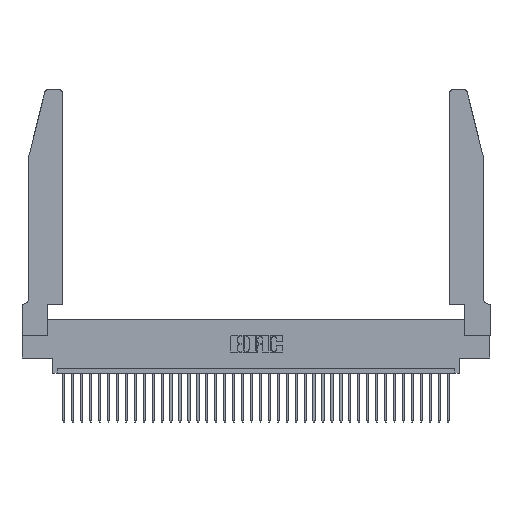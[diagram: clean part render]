
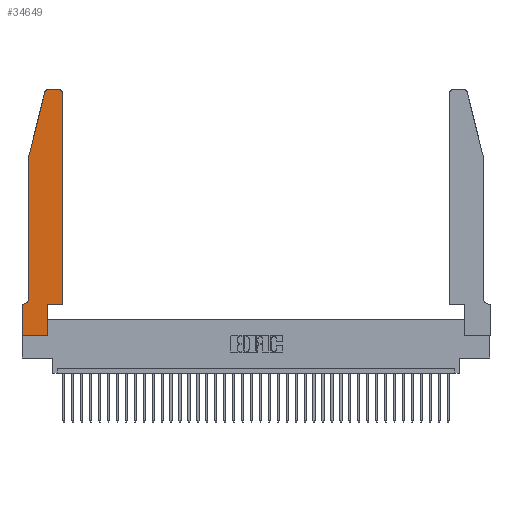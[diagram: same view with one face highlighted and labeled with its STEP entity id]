
A CAD part, top view. The second image highlights one B-rep face of the part: STEP entity #34649.
In plain terms, the highlighted planar face has unit normal (0, 0, 1).
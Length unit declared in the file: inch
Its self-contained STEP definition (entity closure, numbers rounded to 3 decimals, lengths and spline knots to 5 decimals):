
#78 = ORIENTED_EDGE ( 'NONE', *, *, #25597, .T. ) ;
#473 = PLANE ( 'NONE',  #22235 ) ;
#480 = CARTESIAN_POINT ( 'NONE',  ( 0.0055, 0.35, 0.37 ) ) ;
#612 = CARTESIAN_POINT ( 'NONE',  ( 0.0755, 2., 0.37 ) ) ;
#833 = ORIENTED_EDGE ( 'NONE', *, *, #19506, .T. ) ;
#1331 = CARTESIAN_POINT ( 'NONE',  ( 0.4505, 2.72, 0.37 ) ) ;
#1442 = AXIS2_PLACEMENT_3D ( 'NONE', #28397, #19324, #2115 ) ;
#2030 = VECTOR ( 'NONE', #8824, 39.37008 ) ;
#2115 = DIRECTION ( 'NONE',  ( 1., 0., 0. ) ) ;
#2204 = DIRECTION ( 'NONE',  ( -1., 0., 0. ) ) ;
#2210 = ORIENTED_EDGE ( 'NONE', *, *, #6237, .T. ) ;
#2317 = CARTESIAN_POINT ( 'NONE',  ( 0.4505, 0.35, 0.37 ) ) ;
#2626 = EDGE_CURVE ( 'NONE', #13240, #18936, #7744, .T. ) ;
#3007 = CIRCLE ( 'NONE', #1442, 0.03 ) ;
#3046 = VERTEX_POINT ( 'NONE', #23245 ) ;
#3298 = FACE_OUTER_BOUND ( 'NONE', #17411, .T. ) ;
#4103 = CARTESIAN_POINT ( 'NONE',  ( 0.2865, 0., 0.37 ) ) ;
#4379 = LINE ( 'NONE', #6567, #19882 ) ;
#4520 = CARTESIAN_POINT ( 'NONE',  ( 0., 0., 0.37 ) ) ;
#5342 = CARTESIAN_POINT ( 'NONE',  ( 0.25487, 2.72718, 0.37 ) ) ;
#5928 = LINE ( 'NONE', #32610, #7265 ) ;
#6101 = LINE ( 'NONE', #4520, #22568 ) ;
#6222 = VERTEX_POINT ( 'NONE', #19786 ) ;
#6237 = EDGE_CURVE ( 'NONE', #24311, #14305, #23890, .T. ) ;
#6445 = EDGE_CURVE ( 'NONE', #26823, #11868, #30793, .T. ) ;
#6455 = ORIENTED_EDGE ( 'NONE', *, *, #24733, .T. ) ;
#6567 = CARTESIAN_POINT ( 'NONE',  ( 0., 0., 0.37 ) ) ;
#7141 = EDGE_CURVE ( 'NONE', #18451, #6222, #37072, .T. ) ;
#7265 = VECTOR ( 'NONE', #15418, 39.37008 ) ;
#7486 = LINE ( 'NONE', #22649, #2030 ) ;
#7744 = LINE ( 'NONE', #26952, #31942 ) ;
#8824 = DIRECTION ( 'NONE',  ( 1., 0., 0. ) ) ;
#9413 = DIRECTION ( 'NONE',  ( -0.239, -0.971, 0. ) ) ;
#9677 = DIRECTION ( 'NONE',  ( -1., 0., 0. ) ) ;
#11868 = VERTEX_POINT ( 'NONE', #26674 ) ;
#13240 = VERTEX_POINT ( 'NONE', #480 ) ;
#13660 = ORIENTED_EDGE ( 'NONE', *, *, #2626, .T. ) ;
#14305 = VERTEX_POINT ( 'NONE', #1331 ) ;
#14806 = AXIS2_PLACEMENT_3D ( 'NONE', #24214, #30355, #9677 ) ;
#15219 = VERTEX_POINT ( 'NONE', #15961 ) ;
#15264 = CARTESIAN_POINT ( 'NONE',  ( 0., 0.35, 0.37 ) ) ;
#15418 = DIRECTION ( 'NONE',  ( 0., -1., 0. ) ) ;
#15961 = CARTESIAN_POINT ( 'NONE',  ( 0.4205, 2.75, 0.37 ) ) ;
#16290 = CARTESIAN_POINT ( 'NONE',  ( 0.2865, 0.35, 0.37 ) ) ;
#16293 = VECTOR ( 'NONE', #2204, 39.37008 ) ;
#16486 = CARTESIAN_POINT ( 'NONE',  ( 0.2605, 2.75, 0.37 ) ) ;
#17411 = EDGE_LOOP ( 'NONE', ( #833, #78, #34254, #30887, #17803, #13660, #6455, #34365, #30754, #27894, #2210, #25718 ) ) ;
#17446 = CIRCLE ( 'NONE', #14806, 0.07 ) ;
#17803 = ORIENTED_EDGE ( 'NONE', *, *, #33406, .T. ) ;
#18451 = VERTEX_POINT ( 'NONE', #4103 ) ;
#18676 = DIRECTION ( 'NONE',  ( -1., 0., 0. ) ) ;
#18936 = VERTEX_POINT ( 'NONE', #33228 ) ;
#19160 = AXIS2_PLACEMENT_3D ( 'NONE', #37107, #34282, #22749 ) ;
#19324 = DIRECTION ( 'NONE',  ( 0., 0., 1. ) ) ;
#19506 = EDGE_CURVE ( 'NONE', #15219, #28000, #31333, .T. ) ;
#19609 = EDGE_CURVE ( 'NONE', #14305, #15219, #3007, .T. ) ;
#19786 = CARTESIAN_POINT ( 'NONE',  ( 0.2865, 0.35, 0.37 ) ) ;
#19882 = VECTOR ( 'NONE', #35629, 39.37008 ) ;
#19889 = CIRCLE ( 'NONE', #19160, 0.03 ) ;
#20894 = DIRECTION ( 'NONE',  ( 0., 0., 1. ) ) ;
#21141 = DIRECTION ( 'NONE',  ( 1., 0., 0. ) ) ;
#21695 = EDGE_CURVE ( 'NONE', #6222, #24311, #7486, .T. ) ;
#22235 = AXIS2_PLACEMENT_3D ( 'NONE', #15264, #20894, #21141 ) ;
#22561 = EDGE_CURVE ( 'NONE', #11868, #32642, #5928, .T. ) ;
#22568 = VECTOR ( 'NONE', #36458, 39.37008 ) ;
#22649 = CARTESIAN_POINT ( 'NONE',  ( 0.4505, 0.35, 0.37 ) ) ;
#22749 = DIRECTION ( 'NONE',  ( 1., 0., 0. ) ) ;
#23017 = VECTOR ( 'NONE', #9413, 39.37008 ) ;
#23245 = CARTESIAN_POINT ( 'NONE',  ( 0., 0., 0.37 ) ) ;
#23890 = LINE ( 'NONE', #2317, #25323 ) ;
#24214 = CARTESIAN_POINT ( 'NONE',  ( 0.0055, 0.42, 0.37 ) ) ;
#24311 = VERTEX_POINT ( 'NONE', #30485 ) ;
#24733 = EDGE_CURVE ( 'NONE', #18936, #3046, #4379, .T. ) ;
#25256 = CARTESIAN_POINT ( 'NONE',  ( 0.284, 2.75, 0.37 ) ) ;
#25323 = VECTOR ( 'NONE', #31400, 39.37008 ) ;
#25597 = EDGE_CURVE ( 'NONE', #28000, #26823, #19889, .T. ) ;
#25718 = ORIENTED_EDGE ( 'NONE', *, *, #19609, .T. ) ;
#26092 = EDGE_CURVE ( 'NONE', #3046, #18451, #6101, .T. ) ;
#26674 = CARTESIAN_POINT ( 'NONE',  ( 0.0755, 2., 0.37 ) ) ;
#26823 = VERTEX_POINT ( 'NONE', #5342 ) ;
#26952 = CARTESIAN_POINT ( 'NONE',  ( 0.0755, 0.35, 0.37 ) ) ;
#27894 = ORIENTED_EDGE ( 'NONE', *, *, #21695, .T. ) ;
#28000 = VERTEX_POINT ( 'NONE', #25256 ) ;
#28397 = CARTESIAN_POINT ( 'NONE',  ( 0.4205, 2.72, 0.37 ) ) ;
#29333 = VECTOR ( 'NONE', #34070, 39.37008 ) ;
#29490 = CARTESIAN_POINT ( 'NONE',  ( 0.0755, 0.42, 0.37 ) ) ;
#30355 = DIRECTION ( 'NONE',  ( 0., 0., -1. ) ) ;
#30485 = CARTESIAN_POINT ( 'NONE',  ( 0.4505, 0.35, 0.37 ) ) ;
#30754 = ORIENTED_EDGE ( 'NONE', *, *, #7141, .T. ) ;
#30793 = LINE ( 'NONE', #612, #23017 ) ;
#30887 = ORIENTED_EDGE ( 'NONE', *, *, #22561, .T. ) ;
#31333 = LINE ( 'NONE', #16486, #16293 ) ;
#31400 = DIRECTION ( 'NONE',  ( 0., 1., 0. ) ) ;
#31942 = VECTOR ( 'NONE', #18676, 39.37008 ) ;
#32610 = CARTESIAN_POINT ( 'NONE',  ( 0.0755, 2., 0.37 ) ) ;
#32642 = VERTEX_POINT ( 'NONE', #29490 ) ;
#33228 = CARTESIAN_POINT ( 'NONE',  ( 0., 0.35, 0.37 ) ) ;
#33406 = EDGE_CURVE ( 'NONE', #32642, #13240, #17446, .T. ) ;
#34070 = DIRECTION ( 'NONE',  ( 0., 1., 0. ) ) ;
#34254 = ORIENTED_EDGE ( 'NONE', *, *, #6445, .T. ) ;
#34282 = DIRECTION ( 'NONE',  ( 0., 0., 1. ) ) ;
#34365 = ORIENTED_EDGE ( 'NONE', *, *, #26092, .T. ) ;
#34649 = ADVANCED_FACE ( 'NONE', ( #3298 ), #473, .T. ) ;
#35629 = DIRECTION ( 'NONE',  ( 0., -1., 0. ) ) ;
#36458 = DIRECTION ( 'NONE',  ( 1., 0., 0. ) ) ;
#37072 = LINE ( 'NONE', #16290, #29333 ) ;
#37107 = CARTESIAN_POINT ( 'NONE',  ( 0.284, 2.72, 0.37 ) ) ;
